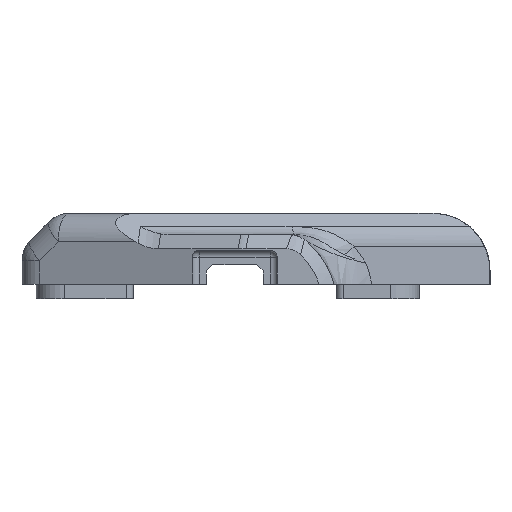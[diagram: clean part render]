
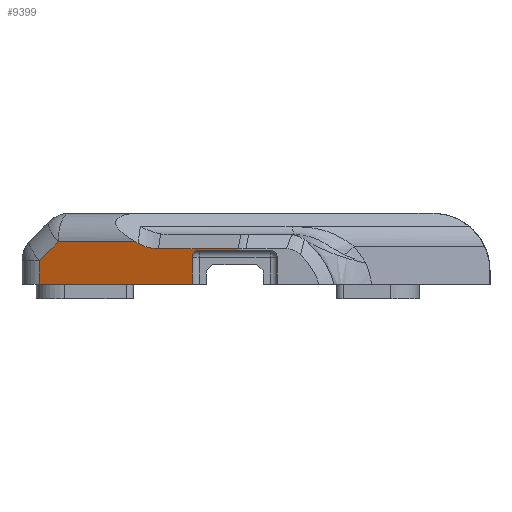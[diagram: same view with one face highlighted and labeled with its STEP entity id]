
A CAD part, front view. The second image highlights one B-rep face of the part: STEP entity #9399.
In plain terms, the highlighted planar face has unit normal (-0.387, -0.922, 0).
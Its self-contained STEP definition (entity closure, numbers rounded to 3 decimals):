
#2176=CARTESIAN_POINT('',(20.,-13.065,0.));
#2177=VERTEX_POINT('',#2176);
#2184=CARTESIAN_POINT('',(-1.547,-4.029,0.));
#2185=VERTEX_POINT('',#2184);
#2186=CARTESIAN_POINT('',(20.,-13.065,0.));
#2187=DIRECTION('',(-0.922,0.387,0.));
#2188=VECTOR('',#2187,23.365);
#2189=LINE('',#2186,#2188);
#2190=EDGE_CURVE('',#2177,#2185,#2189,.T.);
#3063=CARTESIAN_POINT('',(12.026,-9.721,6.));
#3064=VERTEX_POINT('',#3063);
#3072=CARTESIAN_POINT('',(12.382,-9.87,5.802));
#3073=VERTEX_POINT('',#3072);
#3074=CARTESIAN_POINT('',(12.382,-9.87,5.802));
#3075=DIRECTION('',(-0.82,0.344,0.457));
#3076=VECTOR('',#3075,0.434);
#3077=LINE('',#3074,#3076);
#3078=EDGE_CURVE('',#3073,#3064,#3077,.T.);
#3270=CARTESIAN_POINT('',(26.258,-15.689,4.8));
#3271=VERTEX_POINT('',#3270);
#3272=CARTESIAN_POINT('',(26.258,-15.689,5.));
#3273=VERTEX_POINT('',#3272);
#3274=CARTESIAN_POINT('',(26.258,-15.689,4.8));
#3275=DIRECTION('',(-0.,-0.,1.));
#3276=VECTOR('',#3275,0.2);
#3277=LINE('',#3274,#3276);
#3278=EDGE_CURVE('',#3271,#3273,#3277,.T.);
#4578=CARTESIAN_POINT('',(1.11,-5.143,6.));
#4579=VERTEX_POINT('',#4578);
#4587=CARTESIAN_POINT('',(12.026,-9.721,6.));
#4588=DIRECTION('',(-0.922,0.387,0.));
#4589=VECTOR('',#4588,11.837);
#4590=LINE('',#4587,#4589);
#4591=EDGE_CURVE('',#3064,#4579,#4590,.T.);
#4620=CARTESIAN_POINT('',(-1.547,-4.029,3.343));
#4621=VERTEX_POINT('',#4620);
#4629=CARTESIAN_POINT('',(1.11,-5.143,6.));
#4630=DIRECTION('',(-0.678,0.284,-0.678));
#4631=VECTOR('',#4630,3.919);
#4632=LINE('',#4629,#4631);
#4633=EDGE_CURVE('',#4579,#4621,#4632,.T.);
#4676=CARTESIAN_POINT('',(-1.547,-4.029,3.343));
#4677=DIRECTION('',(0.,0.,-1.));
#4678=VECTOR('',#4677,3.343);
#4679=LINE('',#4676,#4678);
#4680=EDGE_CURVE('',#4621,#2185,#4679,.T.);
#5759=CARTESIAN_POINT('',(15.264,-11.078,5.));
#5760=VERTEX_POINT('',#5759);
#5761=CARTESIAN_POINT('',(13.823,-10.474,16.314));
#5762=DIRECTION('',(0.387,0.922,0.));
#5763=DIRECTION('',(-0.246,0.103,0.964));
#5764=AXIS2_PLACEMENT_3D('',#5761,#5762,#5763);
#5765=ELLIPSE('',#5764,11.527,8.);
#5766=EDGE_CURVE('',#5760,#3073,#5765,.T.);
#7372=CARTESIAN_POINT('',(26.258,-15.689,5.));
#7373=DIRECTION('',(-0.922,0.387,0.));
#7374=VECTOR('',#7373,11.922);
#7375=LINE('',#7372,#7374);
#7376=EDGE_CURVE('',#3273,#5760,#7375,.T.);
#9361=CARTESIAN_POINT('',(11.5,-9.5,7.));
#9362=DIRECTION('',(-0.387,-0.922,0.));
#9363=DIRECTION('',(0.922,-0.387,0.));
#9364=AXIS2_PLACEMENT_3D('',#9361,#9362,#9363);
#9365=PLANE('',#9364);
#9366=CARTESIAN_POINT('',(20.,-13.065,3.8));
#9367=VERTEX_POINT('',#9366);
#9368=CARTESIAN_POINT('',(20.,-13.065,3.8));
#9369=DIRECTION('',(0.,0.,-1.));
#9370=VECTOR('',#9369,3.8);
#9371=LINE('',#9368,#9370);
#9372=EDGE_CURVE('',#9367,#2177,#9371,.T.);
#9373=ORIENTED_EDGE('',*,*,#9372,.F.);
#9374=CARTESIAN_POINT('',(21.,-13.484,4.8));
#9375=VERTEX_POINT('',#9374);
#9376=CARTESIAN_POINT('',(21.,-13.484,3.8));
#9377=DIRECTION('',(0.387,0.922,-0.));
#9378=DIRECTION('',(0.922,-0.387,0.));
#9379=AXIS2_PLACEMENT_3D('',#9376,#9377,#9378);
#9380=ELLIPSE('',#9379,1.084,1.);
#9381=EDGE_CURVE('',#9367,#9375,#9380,.T.);
#9382=ORIENTED_EDGE('',*,*,#9381,.T.);
#9383=CARTESIAN_POINT('',(26.258,-15.689,4.8));
#9384=DIRECTION('',(-0.922,0.387,0.));
#9385=VECTOR('',#9384,5.701);
#9386=LINE('',#9383,#9385);
#9387=EDGE_CURVE('',#3271,#9375,#9386,.T.);
#9388=ORIENTED_EDGE('',*,*,#9387,.F.);
#9389=ORIENTED_EDGE('',*,*,#3278,.T.);
#9390=ORIENTED_EDGE('',*,*,#7376,.T.);
#9391=ORIENTED_EDGE('',*,*,#5766,.T.);
#9392=ORIENTED_EDGE('',*,*,#3078,.T.);
#9393=ORIENTED_EDGE('',*,*,#4591,.T.);
#9394=ORIENTED_EDGE('',*,*,#4633,.T.);
#9395=ORIENTED_EDGE('',*,*,#4680,.T.);
#9396=ORIENTED_EDGE('',*,*,#2190,.F.);
#9397=EDGE_LOOP('',(#9373,#9382,#9388,#9389,#9390,#9391,#9392,#9393,#9394,#9395,#9396));
#9398=FACE_BOUND('',#9397,.T.);
#9399=ADVANCED_FACE('',(#9398),#9365,.T.);
